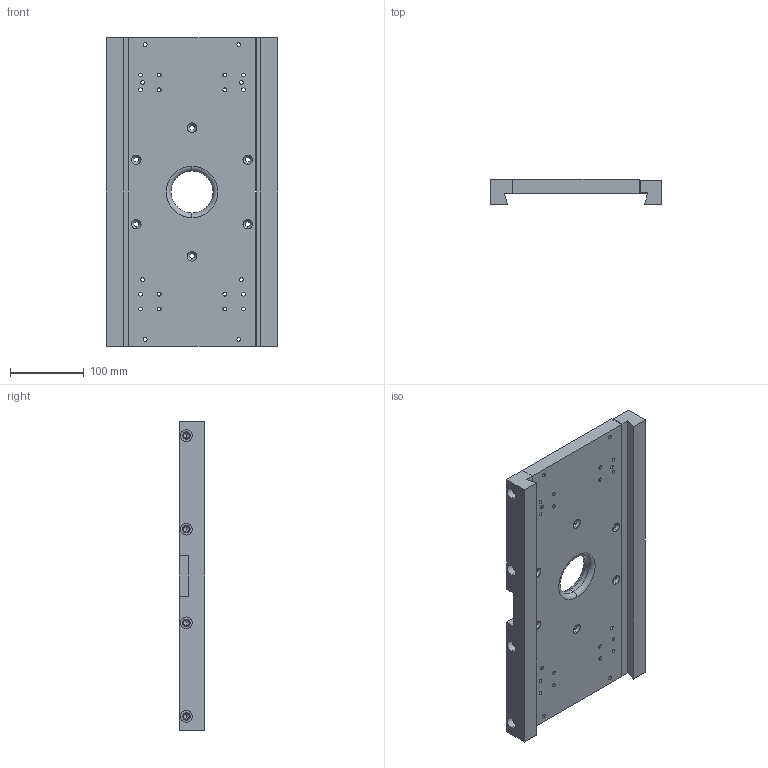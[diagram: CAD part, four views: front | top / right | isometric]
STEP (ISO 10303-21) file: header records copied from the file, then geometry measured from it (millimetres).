
FILE_DESCRIPTION (( 'STEP AP203' ), '1' );
FILE_NAME ('200919 (CDK DOVETAIL CLAMP).STEP', '2019-01-07T16:19:56', ( '' ), ( '' ), 'SwSTEP 2.0', 'SolidWorks 2018', '' );
FILE_SCHEMA (( 'CONFIG_CONTROL_DESIGN' ));
Length unit declared in the file: inch
Products named in the file (4): 170331D-R3; 170333D POST-R3; 170332B-R3; 200919 (CDK DOVETAIL CLAMP)
Assembly tree (3 placements, depth 2):
  200919 (CDK DOVETAIL CLAMP)
    170331D-R3
    170332B-R3
    170333D POST-R3
Bounding box: 232.46 x 34.29 x 419.1 mm (x, y, z)
Volume: 1967730.4 mm3; surface area: 298746.9 mm2
Topology: 3 solids, 3 shells, 210 faces, 522 edges, 320 vertices
Faces by surface type: cylinder 126, cone 44, plane 36, torus 4
Entity records: 6768 total; most frequent: DIRECTION 1214, CARTESIAN_POINT 1042, ORIENTED_EDGE 1012, EDGE_CURVE 506, AXIS2_PLACEMENT_3D 492, VERTEX_POINT 320, EDGE_LOOP 306, CIRCLE 276
